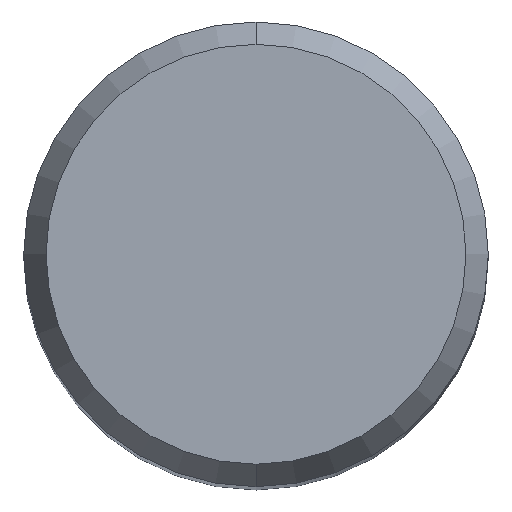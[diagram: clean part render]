
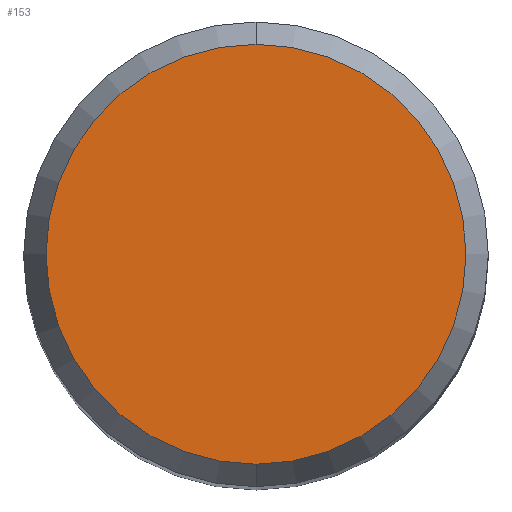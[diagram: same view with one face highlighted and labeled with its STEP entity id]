
A CAD part, top view. The second image highlights one B-rep face of the part: STEP entity #153.
In plain terms, the highlighted planar face has unit normal (0, 0, 1).
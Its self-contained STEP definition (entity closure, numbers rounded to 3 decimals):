
#117=EDGE_CURVE('',#119,#221,#269,.T.);
#119=VERTEX_POINT('',#271);
#153=ADVANCED_FACE('',(#309),#310,.T.);
#171=EDGE_CURVE('',#221,#119,#332,.T.);
#221=VERTEX_POINT('',#387);
#269=CIRCLE('',#434,4.304);
#271=CARTESIAN_POINT('',(0.0,4.304,0.));
#309=FACE_OUTER_BOUND('',#487,.T.);
#310=PLANE('',#488);
#332=CIRCLE('',#511,4.304);
#387=CARTESIAN_POINT('',(0.,-4.304,0.));
#434=AXIS2_PLACEMENT_3D('',#620,#621,#622);
#487=EDGE_LOOP('',(#669,#670));
#488=AXIS2_PLACEMENT_3D('',#671,#672,#673);
#511=AXIS2_PLACEMENT_3D('',#707,#708,#709);
#620=CARTESIAN_POINT('',(0.0,0.0,0.));
#621=DIRECTION('',(0.0,0.0,-1.0));
#622=DIRECTION('',(0.0,1.0,0.0));
#669=ORIENTED_EDGE('',*,*,#117,.F.);
#670=ORIENTED_EDGE('',*,*,#171,.F.);
#671=CARTESIAN_POINT('',(0.0,2.152,0.));
#672=DIRECTION('',(-0.0,0.0,1.0));
#673=DIRECTION('',(0.0,-1.0,0.0));
#707=CARTESIAN_POINT('',(0.0,0.0,0.));
#708=DIRECTION('',(0.0,0.0,-1.0));
#709=DIRECTION('',(0.0,1.0,0.0));
